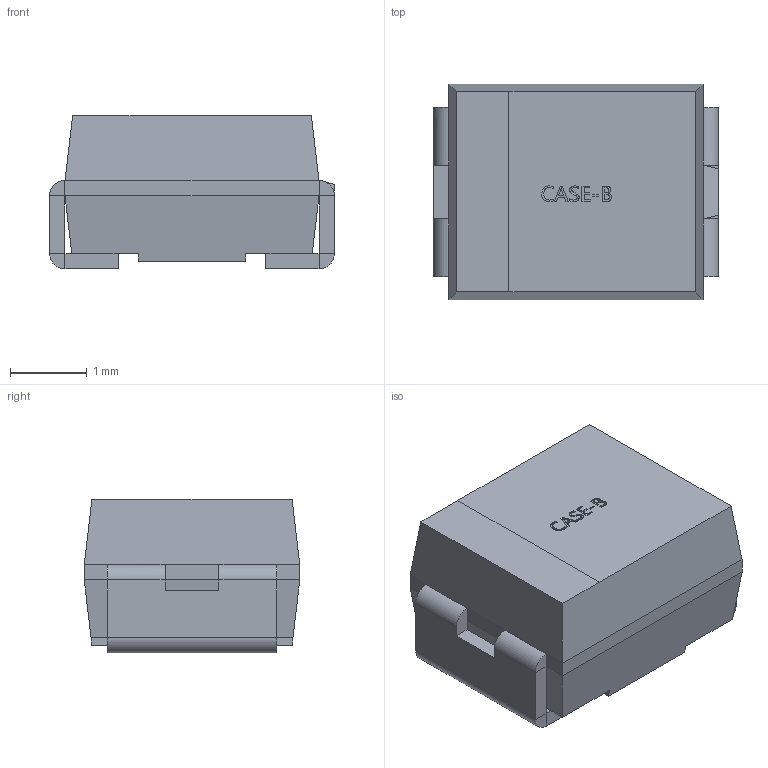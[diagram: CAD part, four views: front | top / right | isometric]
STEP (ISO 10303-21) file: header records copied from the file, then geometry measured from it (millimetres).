
FILE_DESCRIPTION(('Open CASCADE Model'),'2;1');
FILE_NAME('Open CASCADE Shape Model','2025-02-19T17:39:27',('Author'),( 'Open CASCADE'),'Open CASCADE STEP processor 7.8','Open CASCADE 7.8' ,'Unknown');
FILE_SCHEMA(('AUTOMOTIVE_DESIGN { 1 0 10303 214 1 1 1 1 }'));
Length unit declared in the file: millimetre
Products named in the file (1): COMPOUND
Bounding box: 3.7 x 2.8 x 2 mm (x, y, z)
Volume: 17.6 mm3; surface area: 50.6 mm2
Topology: 2 solids, 2 shells, 207 faces, 537 edges, 342 vertices
Faces by surface type: bspline 207
Entity records: 9105 total; most frequent: CARTESIAN_POINT 4685, ORIENTED_EDGE 1074, EDGE_CURVE 537, B_SPLINE_CURVE_WITH_KNOTS 525, VERTEX_POINT 342, FACE_BOUND 223, EDGE_LOOP 223, ADVANCED_FACE 207
